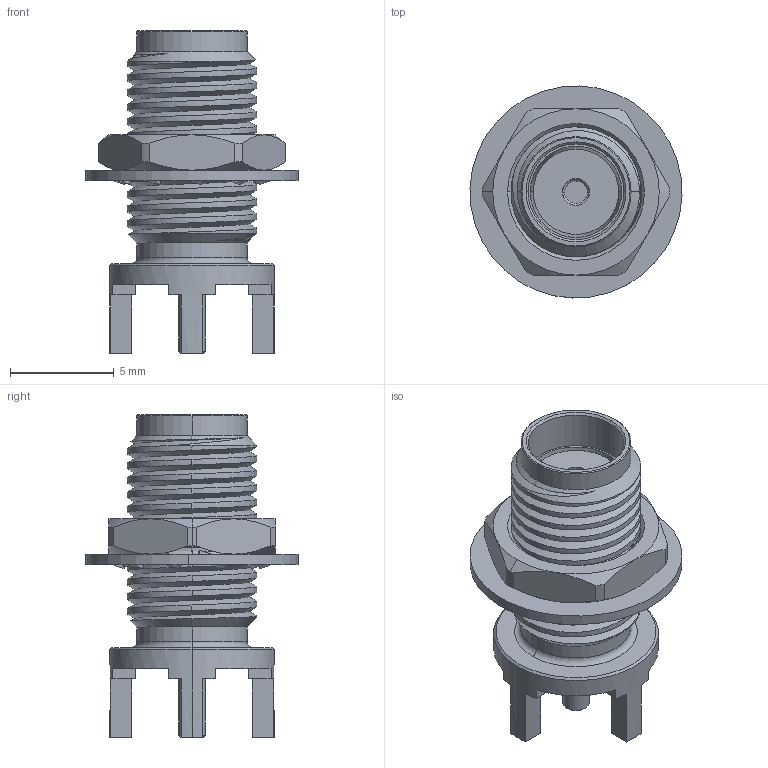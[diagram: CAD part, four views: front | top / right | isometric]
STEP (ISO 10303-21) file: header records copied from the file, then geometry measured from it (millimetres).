
FILE_DESCRIPTION (( 'STEP AP214' ), '1' );
FILE_NAME ('30-454-D3.STEP', '2021-04-08T08:58:43', ( '' ), ( '' ), 'SwSTEP 2.0', 'SolidWorks 2021', '' );
FILE_SCHEMA (( 'AUTOMOTIVE_DESIGN' ));
Length unit declared in the file: millimetre
Products named in the file (1): 30-454-D3
Bounding box: 10.19 x 10.19 x 15.5 mm (x, y, z)
Surface area: 929.9 mm2 (no closed solid volume)
Topology: 0 solids, 6 shells, 214 faces, 600 edges, 385 vertices
Faces by surface type: plane 74, cylinder 68, cone 36, bspline 34, torus 2
Entity records: 11258 total; most frequent: CARTESIAN_POINT 3754, ORIENTED_EDGE 1119, DIRECTION 965, EDGE_CURVE 600, VERTEX_POINT 385, AXIS2_PLACEMENT_3D 338, LINE 289, VECTOR 289
